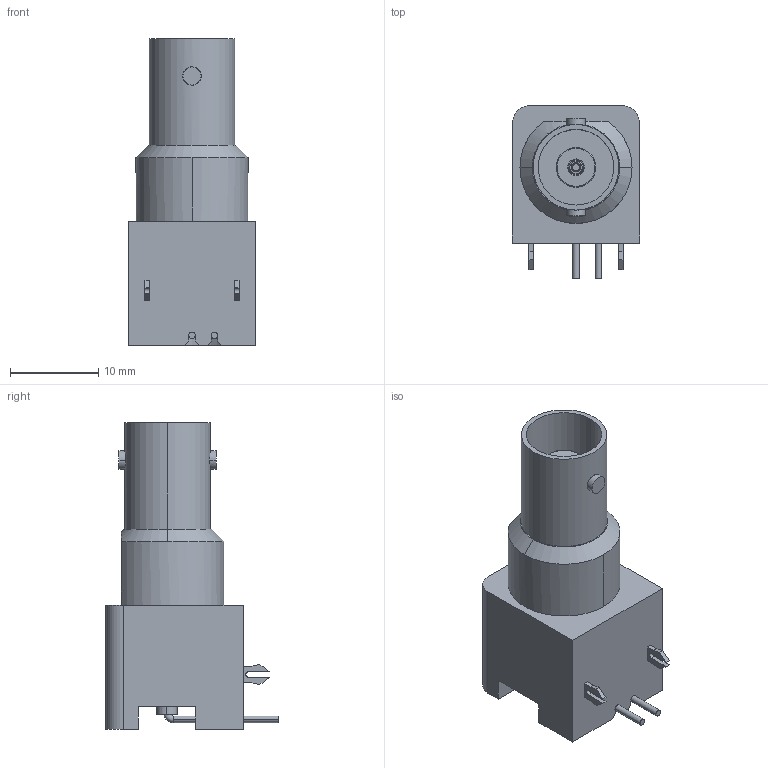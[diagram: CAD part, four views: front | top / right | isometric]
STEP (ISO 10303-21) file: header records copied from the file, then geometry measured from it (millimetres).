
FILE_DESCRIPTION (( 'STEP AP214' ), '1' );
FILE_NAME ('922D9CA9-89B4-4E45-8BE6-2126794A583C.STEP', '2025-02-02T14:51:58', ( '' ), ( '' ), 'SwSTEP 2.0', 'SolidWorks 2022', '' );
FILE_SCHEMA (( 'AUTOMOTIVE_DESIGN' ));
Length unit declared in the file: millimetre
Products named in the file (1): 922D9CA9-89B4-4E45-8BE6-2126794A583C
Bounding box: 14.4 x 19.6 x 34.8 mm (x, y, z)
Volume: 4158.3 mm3; surface area: 2728.7 mm2
Topology: 3 solids, 3 shells, 113 faces, 271 edges, 178 vertices
Faces by surface type: plane 59, cylinder 40, torus 12, cone 2
Entity records: 3983 total; most frequent: CARTESIAN_POINT 673, DIRECTION 596, ORIENTED_EDGE 542, EDGE_CURVE 271, AXIS2_PLACEMENT_3D 222, VERTEX_POINT 178, LINE 152, VECTOR 152
